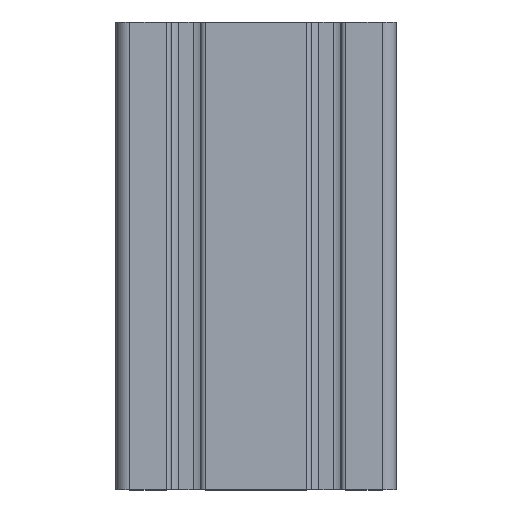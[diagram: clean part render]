
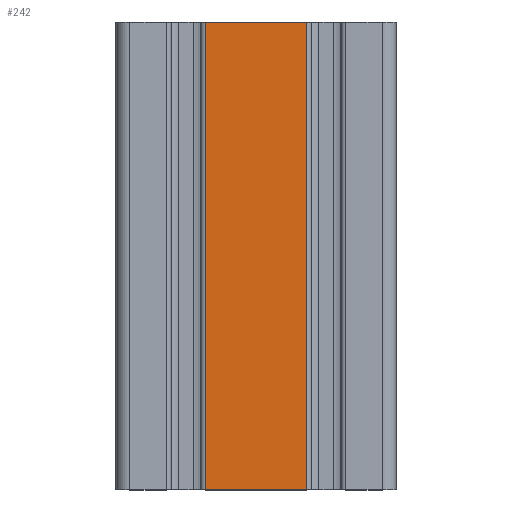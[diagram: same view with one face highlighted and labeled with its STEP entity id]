
A CAD part, top view. The second image highlights one B-rep face of the part: STEP entity #242.
In plain terms, the highlighted planar face has unit normal (0, 0, 1).
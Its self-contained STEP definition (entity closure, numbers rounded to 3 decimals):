
#242 = ADVANCED_FACE( '', ( #646 ), #647, .T. );
#646 = FACE_OUTER_BOUND( '', #1213, .T. );
#647 = PLANE( '', #1214 );
#1213 = EDGE_LOOP( '', ( #2035, #2036, #2037, #2038 ) );
#1214 = AXIS2_PLACEMENT_3D( '', #2039, #2040, #2041 );
#2035 = ORIENTED_EDGE( '', *, *, #3762, .F. );
#2036 = ORIENTED_EDGE( '', *, *, #3763, .F. );
#2037 = ORIENTED_EDGE( '', *, *, #3598, .T. );
#2038 = ORIENTED_EDGE( '', *, *, #3764, .T. );
#2039 = CARTESIAN_POINT( '', ( 10.825, 100., 30. ) );
#2040 = DIRECTION( '', ( 0., 0., 1. ) );
#2041 = DIRECTION( '', ( 1., 0., 0. ) );
#3598 = EDGE_CURVE( '', #4385, #4383, #4386, .T. );
#3762 = EDGE_CURVE( '', #4692, #4693, #4694, .T. );
#3763 = EDGE_CURVE( '', #4385, #4692, #4695, .T. );
#3764 = EDGE_CURVE( '', #4383, #4693, #4696, .T. );
#4383 = VERTEX_POINT( '', #5509 );
#4385 = VERTEX_POINT( '', #5511 );
#4386 = LINE( '', #5512, #5513 );
#4692 = VERTEX_POINT( '', #5900 );
#4693 = VERTEX_POINT( '', #5901 );
#4694 = LINE( '', #5902, #5903 );
#4695 = LINE( '', #5904, #5905 );
#4696 = LINE( '', #5906, #5907 );
#5509 = CARTESIAN_POINT( '', ( -10.825, 100., 30. ) );
#5511 = CARTESIAN_POINT( '', ( 10.825, 100., 30. ) );
#5512 = CARTESIAN_POINT( '', ( 10.825, 100., 30. ) );
#5513 = VECTOR( '', #6854, 1000. );
#5900 = CARTESIAN_POINT( '', ( 10.825, 0., 30. ) );
#5901 = CARTESIAN_POINT( '', ( -10.825, 0., 30. ) );
#5902 = CARTESIAN_POINT( '', ( 10.825, 0., 30. ) );
#5903 = VECTOR( '', #7167, 1000. );
#5904 = CARTESIAN_POINT( '', ( 10.825, 100., 30. ) );
#5905 = VECTOR( '', #7168, 1000. );
#5906 = CARTESIAN_POINT( '', ( -10.825, 100., 30. ) );
#5907 = VECTOR( '', #7169, 1000. );
#6854 = DIRECTION( '', ( -1., 0., 0. ) );
#7167 = DIRECTION( '', ( -1., 0., 0. ) );
#7168 = DIRECTION( '', ( 0., -1., 0. ) );
#7169 = DIRECTION( '', ( 0., -1., 0. ) );
